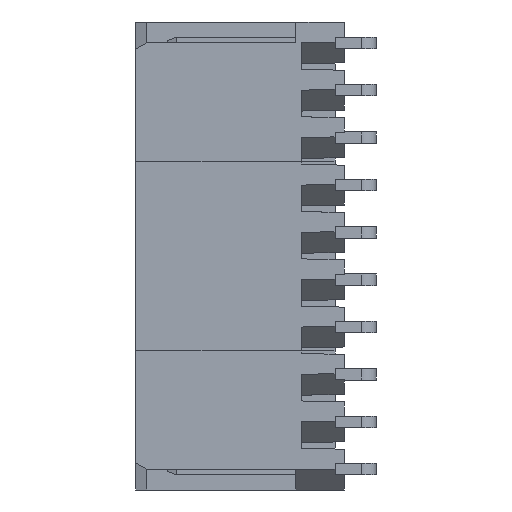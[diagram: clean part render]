
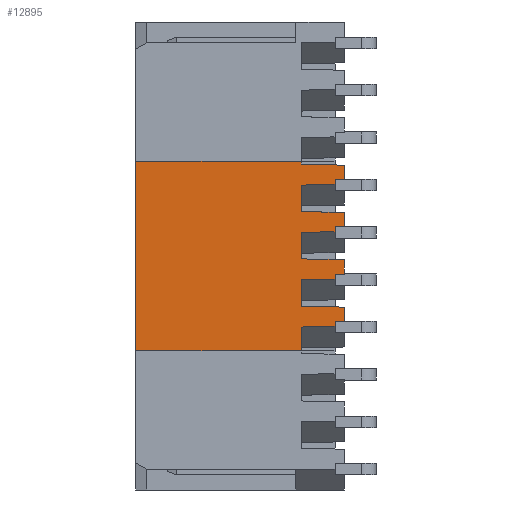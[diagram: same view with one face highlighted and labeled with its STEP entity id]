
A CAD part, left-side view. The second image highlights one B-rep face of the part: STEP entity #12895.
In plain terms, the highlighted planar face has unit normal (-1, 0, 0).
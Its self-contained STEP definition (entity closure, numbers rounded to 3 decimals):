
#330=ORIENTED_EDGE('',*,*,#2893,.T.);
#331=ORIENTED_EDGE('',*,*,#3089,.F.);
#332=ORIENTED_EDGE('',*,*,#3090,.T.);
#333=ORIENTED_EDGE('',*,*,#3091,.F.);
#334=ORIENTED_EDGE('',*,*,#3092,.T.);
#335=ORIENTED_EDGE('',*,*,#2931,.F.);
#336=ORIENTED_EDGE('',*,*,#3093,.F.);
#337=ORIENTED_EDGE('',*,*,#3094,.T.);
#338=ORIENTED_EDGE('',*,*,#3095,.F.);
#339=ORIENTED_EDGE('',*,*,#3096,.F.);
#340=ORIENTED_EDGE('',*,*,#3097,.T.);
#341=ORIENTED_EDGE('',*,*,#2922,.F.);
#342=ORIENTED_EDGE('',*,*,#3098,.F.);
#343=ORIENTED_EDGE('',*,*,#3099,.T.);
#344=ORIENTED_EDGE('',*,*,#3100,.F.);
#345=ORIENTED_EDGE('',*,*,#3101,.F.);
#346=ORIENTED_EDGE('',*,*,#3102,.T.);
#347=ORIENTED_EDGE('',*,*,#2913,.F.);
#348=ORIENTED_EDGE('',*,*,#3103,.F.);
#349=ORIENTED_EDGE('',*,*,#3104,.T.);
#350=ORIENTED_EDGE('',*,*,#3105,.F.);
#351=ORIENTED_EDGE('',*,*,#3106,.F.);
#352=ORIENTED_EDGE('',*,*,#3107,.T.);
#353=ORIENTED_EDGE('',*,*,#2975,.F.);
#354=ORIENTED_EDGE('',*,*,#3108,.F.);
#355=ORIENTED_EDGE('',*,*,#3109,.T.);
#356=ORIENTED_EDGE('',*,*,#3110,.F.);
#357=ORIENTED_EDGE('',*,*,#3111,.F.);
#2893=EDGE_CURVE('',#4287,#4286,#5187,.T.);
#2913=EDGE_CURVE('',#4306,#4307,#5207,.T.);
#2922=EDGE_CURVE('',#4315,#4316,#5216,.T.);
#2931=EDGE_CURVE('',#4324,#4325,#5225,.T.);
#2975=EDGE_CURVE('',#4367,#4368,#5269,.T.);
#3089=EDGE_CURVE('',#4466,#4286,#5383,.T.);
#3090=EDGE_CURVE('',#4466,#4467,#5384,.T.);
#3091=EDGE_CURVE('',#4468,#4467,#5385,.T.);
#3092=EDGE_CURVE('',#4468,#4325,#5386,.T.);
#3093=EDGE_CURVE('',#4469,#4324,#5387,.T.);
#3094=EDGE_CURVE('',#4469,#4470,#5388,.T.);
#3095=EDGE_CURVE('',#4471,#4470,#5389,.T.);
#3096=EDGE_CURVE('',#4472,#4471,#5390,.T.);
#3097=EDGE_CURVE('',#4472,#4316,#5391,.T.);
#3098=EDGE_CURVE('',#4473,#4315,#5392,.T.);
#3099=EDGE_CURVE('',#4473,#4474,#5393,.T.);
#3100=EDGE_CURVE('',#4475,#4474,#5394,.T.);
#3101=EDGE_CURVE('',#4476,#4475,#5395,.T.);
#3102=EDGE_CURVE('',#4476,#4307,#5396,.T.);
#3103=EDGE_CURVE('',#4477,#4306,#5397,.T.);
#3104=EDGE_CURVE('',#4477,#4478,#5398,.T.);
#3105=EDGE_CURVE('',#4479,#4478,#5399,.T.);
#3106=EDGE_CURVE('',#4480,#4479,#5400,.T.);
#3107=EDGE_CURVE('',#4480,#4368,#5401,.T.);
#3108=EDGE_CURVE('',#4481,#4367,#5402,.T.);
#3109=EDGE_CURVE('',#4481,#4482,#5403,.T.);
#3110=EDGE_CURVE('',#4483,#4482,#5404,.T.);
#3111=EDGE_CURVE('',#4287,#4483,#5405,.T.);
#4286=VERTEX_POINT('',#16389);
#4287=VERTEX_POINT('',#16391);
#4306=VERTEX_POINT('',#16431);
#4307=VERTEX_POINT('',#16433);
#4315=VERTEX_POINT('',#16449);
#4316=VERTEX_POINT('',#16451);
#4324=VERTEX_POINT('',#16467);
#4325=VERTEX_POINT('',#16469);
#4367=VERTEX_POINT('',#16554);
#4368=VERTEX_POINT('',#16556);
#4466=VERTEX_POINT('',#16777);
#4467=VERTEX_POINT('',#16781);
#4468=VERTEX_POINT('',#16783);
#4469=VERTEX_POINT('',#16786);
#4470=VERTEX_POINT('',#16788);
#4471=VERTEX_POINT('',#16790);
#4472=VERTEX_POINT('',#16792);
#4473=VERTEX_POINT('',#16795);
#4474=VERTEX_POINT('',#16797);
#4475=VERTEX_POINT('',#16799);
#4476=VERTEX_POINT('',#16801);
#4477=VERTEX_POINT('',#16804);
#4478=VERTEX_POINT('',#16806);
#4479=VERTEX_POINT('',#16808);
#4480=VERTEX_POINT('',#16810);
#4481=VERTEX_POINT('',#16813);
#4482=VERTEX_POINT('',#16815);
#4483=VERTEX_POINT('',#16817);
#5187=LINE('',#16390,#6536);
#5207=LINE('',#16432,#6556);
#5216=LINE('',#16450,#6565);
#5225=LINE('',#16468,#6574);
#5269=LINE('',#16555,#6618);
#5383=LINE('',#16778,#6732);
#5384=LINE('',#16780,#6733);
#5385=LINE('',#16782,#6734);
#5386=LINE('',#16784,#6735);
#5387=LINE('',#16785,#6736);
#5388=LINE('',#16787,#6737);
#5389=LINE('',#16789,#6738);
#5390=LINE('',#16791,#6739);
#5391=LINE('',#16793,#6740);
#5392=LINE('',#16794,#6741);
#5393=LINE('',#16796,#6742);
#5394=LINE('',#16798,#6743);
#5395=LINE('',#16800,#6744);
#5396=LINE('',#16802,#6745);
#5397=LINE('',#16803,#6746);
#5398=LINE('',#16805,#6747);
#5399=LINE('',#16807,#6748);
#5400=LINE('',#16809,#6749);
#5401=LINE('',#16811,#6750);
#5402=LINE('',#16812,#6751);
#5403=LINE('',#16814,#6752);
#5404=LINE('',#16816,#6753);
#5405=LINE('',#16818,#6754);
#6536=VECTOR('',#13947,1000.);
#6556=VECTOR('',#13971,1000.);
#6565=VECTOR('',#13980,1000.);
#6574=VECTOR('',#13989,1000.);
#6618=VECTOR('',#14033,1000.);
#6732=VECTOR('',#14167,1000.);
#6733=VECTOR('',#14170,1000.);
#6734=VECTOR('',#14171,1000.);
#6735=VECTOR('',#14172,1000.);
#6736=VECTOR('',#14173,1000.);
#6737=VECTOR('',#14174,1000.);
#6738=VECTOR('',#14175,1000.);
#6739=VECTOR('',#14176,1000.);
#6740=VECTOR('',#14177,1000.);
#6741=VECTOR('',#14178,1000.);
#6742=VECTOR('',#14179,1000.);
#6743=VECTOR('',#14180,1000.);
#6744=VECTOR('',#14181,1000.);
#6745=VECTOR('',#14182,1000.);
#6746=VECTOR('',#14183,1000.);
#6747=VECTOR('',#14184,1000.);
#6748=VECTOR('',#14185,1000.);
#6749=VECTOR('',#14186,1000.);
#6750=VECTOR('',#14187,1000.);
#6751=VECTOR('',#14188,1000.);
#6752=VECTOR('',#14189,1000.);
#6753=VECTOR('',#14190,1000.);
#6754=VECTOR('',#14191,1000.);
#7903=EDGE_LOOP('',(#330,#331,#332,#333,#334,#335,#336,#337,#338,#339,#340,
#341,#342,#343,#344,#345,#346,#347,#348,#349,#350,#351,#352,#353,#354,#355,
#356,#357));
#8421=FACE_BOUND('',#7903,.T.);
#8931=PLANE('',#13408);
#12895=ADVANCED_FACE('',(#8421),#8931,.T.);
#13408=AXIS2_PLACEMENT_3D('',#16779,#14168,#14169);
#13947=DIRECTION('',(0.,1.,0.));
#13971=DIRECTION('',(0.,0.,-1.));
#13980=DIRECTION('',(0.,0.,-1.));
#13989=DIRECTION('',(0.,0.,-1.));
#14033=DIRECTION('',(0.,0.,-1.));
#14167=DIRECTION('',(0.,0.,1.));
#14168=DIRECTION('',(-1.,0.,0.));
#14169=DIRECTION('',(0.,-1.,0.));
#14170=DIRECTION('',(0.,-1.,0.));
#14171=DIRECTION('',(0.,0.,-1.));
#14172=DIRECTION('',(0.,-1.,0.022));
#14173=DIRECTION('',(0.,1.,0.));
#14174=DIRECTION('',(0.,0.,1.));
#14175=DIRECTION('',(0.,-1.,-0.022));
#14176=DIRECTION('',(0.,0.,-1.));
#14177=DIRECTION('',(0.,-1.,0.022));
#14178=DIRECTION('',(0.,1.,0.));
#14179=DIRECTION('',(0.,0.,1.));
#14180=DIRECTION('',(0.,-1.,-0.022));
#14181=DIRECTION('',(0.,0.,-1.));
#14182=DIRECTION('',(0.,-1.,0.022));
#14183=DIRECTION('',(0.,1.,0.));
#14184=DIRECTION('',(0.,0.,1.));
#14185=DIRECTION('',(0.,-1.,-0.022));
#14186=DIRECTION('',(0.,0.,-1.));
#14187=DIRECTION('',(0.,-1.,0.022));
#14188=DIRECTION('',(0.,1.,0.));
#14189=DIRECTION('',(0.,0.,1.));
#14190=DIRECTION('',(0.,-1.,-0.022));
#14191=DIRECTION('',(0.,0.,-1.));
#16389=CARTESIAN_POINT('',(-5.,11.2,0.208));
#16390=CARTESIAN_POINT('',(-5.,0.,0.208));
#16391=CARTESIAN_POINT('',(-5.,2.3,0.208));
#16431=CARTESIAN_POINT('',(-5.,0.5,-3.31));
#16432=CARTESIAN_POINT('',(-5.,0.5,-9.81));
#16433=CARTESIAN_POINT('',(-5.,0.5,-3.571));
#16449=CARTESIAN_POINT('',(-5.,0.5,-5.85));
#16450=CARTESIAN_POINT('',(-5.,0.5,-12.35));
#16451=CARTESIAN_POINT('',(-5.,0.5,-6.111));
#16467=CARTESIAN_POINT('',(-5.,0.5,-8.39));
#16468=CARTESIAN_POINT('',(-5.,0.5,-14.89));
#16469=CARTESIAN_POINT('',(-5.,0.5,-8.651));
#16554=CARTESIAN_POINT('',(-5.,0.5,-0.77));
#16555=CARTESIAN_POINT('',(-5.,0.5,-7.27));
#16556=CARTESIAN_POINT('',(-5.,0.5,-1.031));
#16777=CARTESIAN_POINT('',(-5.,11.2,-9.96));
#16778=CARTESIAN_POINT('',(-5.,11.2,-4.73));
#16779=CARTESIAN_POINT('',(-5.,0.,2.59));
#16780=CARTESIAN_POINT('',(-5.,0.,-9.96));
#16781=CARTESIAN_POINT('',(-5.,2.3,-9.96));
#16782=CARTESIAN_POINT('',(-5.,2.3,-14.89));
#16783=CARTESIAN_POINT('',(-5.,2.3,-8.69));
#16784=CARTESIAN_POINT('',(-5.,1.174,-8.665));
#16785=CARTESIAN_POINT('',(-5.,0.,-8.39));
#16786=CARTESIAN_POINT('',(-5.,0.,-8.39));
#16787=CARTESIAN_POINT('',(-5.,0.,-14.89));
#16788=CARTESIAN_POINT('',(-5.,0.,-7.62));
#16789=CARTESIAN_POINT('',(-5.,0.,-7.62));
#16790=CARTESIAN_POINT('',(-5.,2.3,-7.57));
#16791=CARTESIAN_POINT('',(-5.,2.3,-12.35));
#16792=CARTESIAN_POINT('',(-5.,2.3,-6.15));
#16793=CARTESIAN_POINT('',(-5.,1.174,-6.125));
#16794=CARTESIAN_POINT('',(-5.,0.,-5.85));
#16795=CARTESIAN_POINT('',(-5.,0.,-5.85));
#16796=CARTESIAN_POINT('',(-5.,0.,-12.35));
#16797=CARTESIAN_POINT('',(-5.,0.,-5.08));
#16798=CARTESIAN_POINT('',(-5.,0.,-5.08));
#16799=CARTESIAN_POINT('',(-5.,2.3,-5.03));
#16800=CARTESIAN_POINT('',(-5.,2.3,-9.81));
#16801=CARTESIAN_POINT('',(-5.,2.3,-3.61));
#16802=CARTESIAN_POINT('',(-5.,1.174,-3.585));
#16803=CARTESIAN_POINT('',(-5.,0.,-3.31));
#16804=CARTESIAN_POINT('',(-5.,0.,-3.31));
#16805=CARTESIAN_POINT('',(-5.,0.,-9.81));
#16806=CARTESIAN_POINT('',(-5.,0.,-2.54));
#16807=CARTESIAN_POINT('',(-5.,0.,-2.54));
#16808=CARTESIAN_POINT('',(-5.,2.3,-2.49));
#16809=CARTESIAN_POINT('',(-5.,2.3,-7.27));
#16810=CARTESIAN_POINT('',(-5.,2.3,-1.07));
#16811=CARTESIAN_POINT('',(-5.,1.174,-1.045));
#16812=CARTESIAN_POINT('',(-5.,0.,-0.77));
#16813=CARTESIAN_POINT('',(-5.,0.,-0.77));
#16814=CARTESIAN_POINT('',(-5.,0.,-7.27));
#16815=CARTESIAN_POINT('',(-5.,0.,0.));
#16816=CARTESIAN_POINT('',(-5.,0.,0.));
#16817=CARTESIAN_POINT('',(-5.,2.3,0.05));
#16818=CARTESIAN_POINT('',(-5.,2.3,-7.27));
